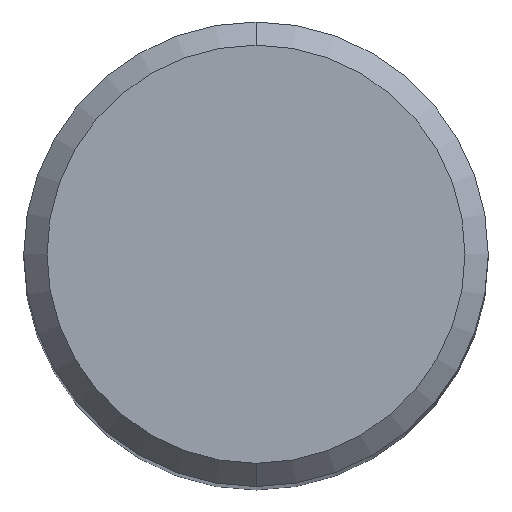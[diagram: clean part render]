
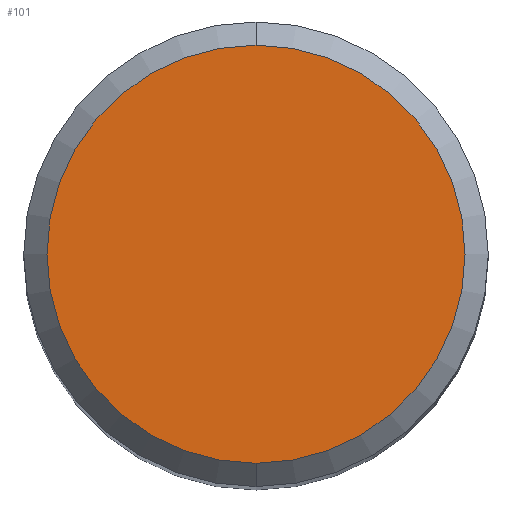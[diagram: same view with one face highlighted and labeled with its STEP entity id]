
A CAD part, top view. The second image highlights one B-rep face of the part: STEP entity #101.
In plain terms, the highlighted planar face has unit normal (0, 0, 1).
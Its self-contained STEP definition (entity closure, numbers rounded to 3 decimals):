
#101=ADVANCED_FACE('',(#252),#253,.T.);
#135=VERTEX_POINT('',#292);
#155=EDGE_CURVE('',#135,#179,#316,.T.);
#159=EDGE_CURVE('',#179,#135,#320,.T.);
#179=VERTEX_POINT('',#343);
#252=FACE_OUTER_BOUND('',#412,.T.);
#253=PLANE('',#413);
#292=CARTESIAN_POINT('',(0.,-3.6,0.0));
#316=CIRCLE('',#492,3.6);
#320=CIRCLE('',#497,3.6);
#343=CARTESIAN_POINT('',(0.0,3.6,0.0));
#412=EDGE_LOOP('',(#602,#603));
#413=AXIS2_PLACEMENT_3D('',#604,#605,#606);
#492=AXIS2_PLACEMENT_3D('',#697,#698,#699);
#497=AXIS2_PLACEMENT_3D('',#700,#701,#702);
#602=ORIENTED_EDGE('',*,*,#159,.F.);
#603=ORIENTED_EDGE('',*,*,#155,.F.);
#604=CARTESIAN_POINT('',(0.0,1.8,0.0));
#605=DIRECTION('',(-0.0,0.0,1.0));
#606=DIRECTION('',(0.0,-1.0,0.0));
#697=CARTESIAN_POINT('',(0.0,0.0,0.0));
#698=DIRECTION('',(0.0,0.0,-1.0));
#699=DIRECTION('',(0.0,1.0,0.0));
#700=CARTESIAN_POINT('',(0.0,0.0,0.0));
#701=DIRECTION('',(0.0,0.0,-1.0));
#702=DIRECTION('',(0.0,1.0,0.0));
